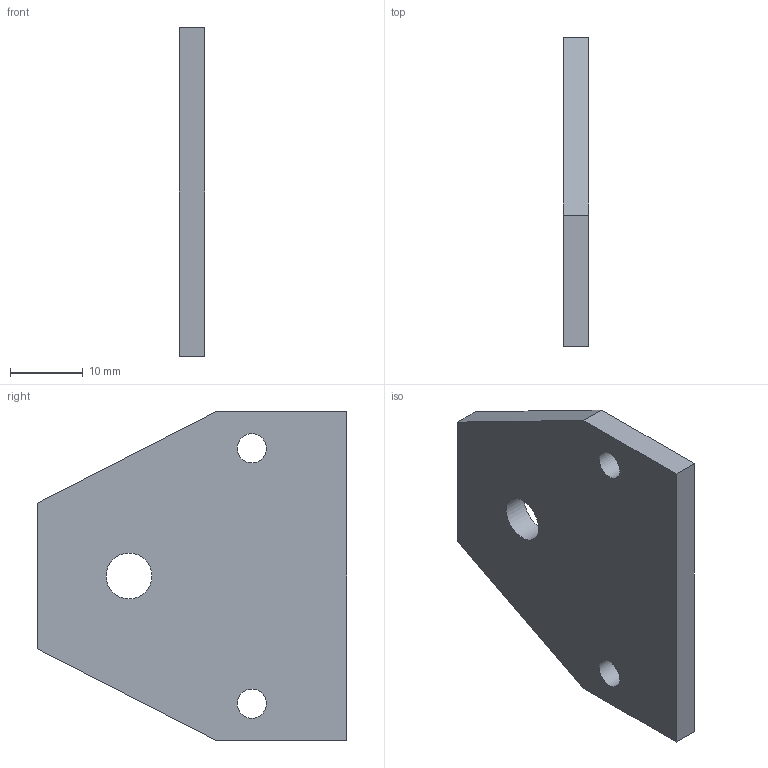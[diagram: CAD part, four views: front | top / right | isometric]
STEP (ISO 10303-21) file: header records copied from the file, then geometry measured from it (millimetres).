
FILE_DESCRIPTION(/* description */ (''),/* implementation_level */ '2;1');
FILE_NAME(/* name */ '',/* time_stamp */ '2025-11-19T19:30:48+03:00',/* author */ ('Виктор'),/* organization */ (''),/* preprocessor_version */ 'ST-DEVELOPER v20.1',/* originating_system */ 'Autodesk Inventor 2026',/* authorisation */ '');
FILE_SCHEMA (('AUTOMOTIVE_DESIGN { 1 0 10303 214 3 1 1 }'));
Length unit declared in the file: millimetre
Products named in the file (1): апендикс
Bounding box: 3.5 x 42.43 x 45 mm (x, y, z)
Volume: 5416.4 mm3; surface area: 3797.9 mm2
Topology: 1 solids, 1 shells, 11 faces, 27 edges, 19 vertices
Faces by surface type: plane 8, cylinder 3
Full cylindrical faces by diameter (mm): 4 x2, 6.3 x1
Entity records: 393 total; most frequent: CARTESIAN_POINT 58, DIRECTION 57, ORIENTED_EDGE 54, EDGE_CURVE 27, LINE 21, VECTOR 21, VERTEX_POINT 18, AXIS2_PLACEMENT_3D 18
